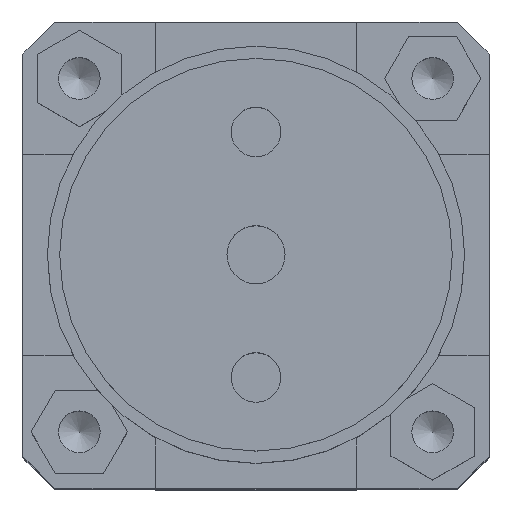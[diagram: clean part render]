
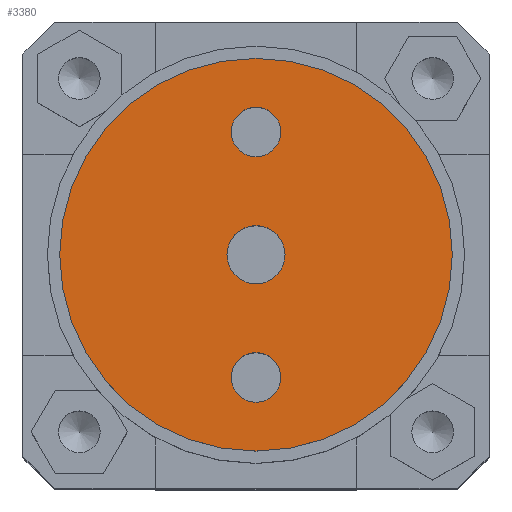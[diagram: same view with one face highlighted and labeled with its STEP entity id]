
A CAD part, top view. The second image highlights one B-rep face of the part: STEP entity #3380.
In plain terms, the highlighted face is planar.
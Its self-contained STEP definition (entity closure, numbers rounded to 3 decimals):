
#922=PLANE('',#3614);
#997=FACE_BOUND('',#1397,.T.);
#998=FACE_BOUND('',#1398,.T.);
#999=FACE_BOUND('',#1399,.T.);
#1000=FACE_BOUND('',#1400,.T.);
#1397=EDGE_LOOP('',(#3001));
#1398=EDGE_LOOP('',(#3002));
#1399=EDGE_LOOP('',(#3003));
#1400=EDGE_LOOP('',(#3004));
#1439=CIRCLE('',#3590,5.918);
#1446=CIRCLE('',#3600,5.053);
#1448=CIRCLE('',#3603,5.053);
#1450=CIRCLE('',#3606,40.);
#1735=VERTEX_POINT('',#5313);
#1742=VERTEX_POINT('',#5330);
#1744=VERTEX_POINT('',#5335);
#1746=VERTEX_POINT('',#5340);
#2155=EDGE_CURVE('',#1735,#1735,#1439,.T.);
#2162=EDGE_CURVE('',#1742,#1742,#1446,.T.);
#2164=EDGE_CURVE('',#1744,#1744,#1448,.T.);
#2166=EDGE_CURVE('',#1746,#1746,#1450,.T.);
#3001=ORIENTED_EDGE('',*,*,#2155,.T.);
#3002=ORIENTED_EDGE('',*,*,#2162,.T.);
#3003=ORIENTED_EDGE('',*,*,#2164,.T.);
#3004=ORIENTED_EDGE('',*,*,#2166,.T.);
#3380=ADVANCED_FACE('',(#997,#998,#999,#1000),#922,.F.);
#3590=AXIS2_PLACEMENT_3D('',#5314,#4397,#4398);
#3600=AXIS2_PLACEMENT_3D('',#5331,#4417,#4418);
#3603=AXIS2_PLACEMENT_3D('',#5336,#4423,#4424);
#3606=AXIS2_PLACEMENT_3D('',#5341,#4429,#4430);
#3614=AXIS2_PLACEMENT_3D('',#5353,#4445,#4446);
#4397=DIRECTION('center_axis',(0.,1.,0.));
#4398=DIRECTION('ref_axis',(1.,0.,0.));
#4417=DIRECTION('center_axis',(0.,1.,0.));
#4418=DIRECTION('ref_axis',(1.,0.,0.));
#4423=DIRECTION('center_axis',(0.,1.,0.));
#4424=DIRECTION('ref_axis',(1.,0.,0.));
#4429=DIRECTION('center_axis',(0.,-1.,0.));
#4430=DIRECTION('ref_axis',(-1.,0.,0.));
#4445=DIRECTION('center_axis',(0.,1.,0.));
#4446=DIRECTION('ref_axis',(0.,0.,1.));
#5313=CARTESIAN_POINT('',(5.918,-185.,0.));
#5314=CARTESIAN_POINT('Origin',(0.,-185.,0.));
#5330=CARTESIAN_POINT('',(5.053,-185.,25.));
#5331=CARTESIAN_POINT('Origin',(0.,-185.,25.));
#5335=CARTESIAN_POINT('',(5.053,-185.,-25.));
#5336=CARTESIAN_POINT('Origin',(0.,-185.,-25.));
#5340=CARTESIAN_POINT('',(40.,-185.,0.));
#5341=CARTESIAN_POINT('Origin',(0.,-185.,0.));
#5353=CARTESIAN_POINT('Origin',(0.,-185.,0.));
